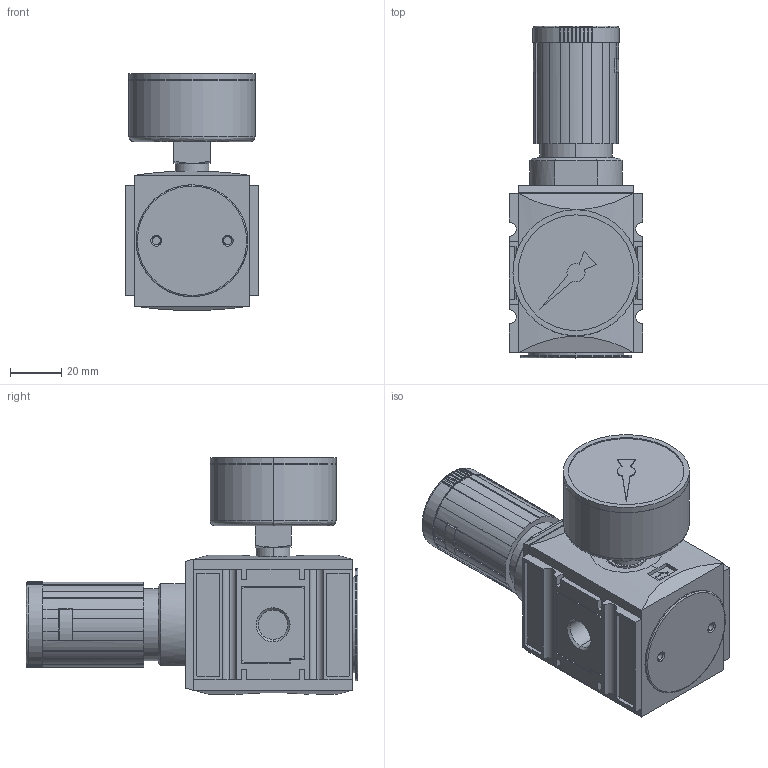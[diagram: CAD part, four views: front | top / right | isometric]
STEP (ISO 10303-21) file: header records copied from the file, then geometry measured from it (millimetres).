
FILE_DESCRIPTION (( 'STEP AP214' ), '1' );
FILE_NAME ('KN-KREG114_8_G.STEP', '2018-08-29T11:39:53', ( '' ), ( '' ), 'SwSTEP 2.0', 'SolidWorks 2018', '' );
FILE_SCHEMA (( 'AUTOMOTIVE_DESIGN' ));
Length unit declared in the file: millimetre
Products named in the file (1): KN-KREG114_8_G
Bounding box: 52 x 129 x 92.1 mm (x, y, z)
Volume: 268149.5 mm3; surface area: 42829 mm2
Topology: 3 solids, 3 shells, 511 faces, 1342 edges, 876 vertices
Faces by surface type: plane 312, cylinder 149, bspline 26, cone 24
Entity records: 22188 total; most frequent: CARTESIAN_POINT 3981, ORIENTED_EDGE 2684, DIRECTION 2542, EDGE_CURVE 1342, VERTEX_POINT 876, AXIS2_PLACEMENT_3D 856, VECTOR 830, LINE 830
